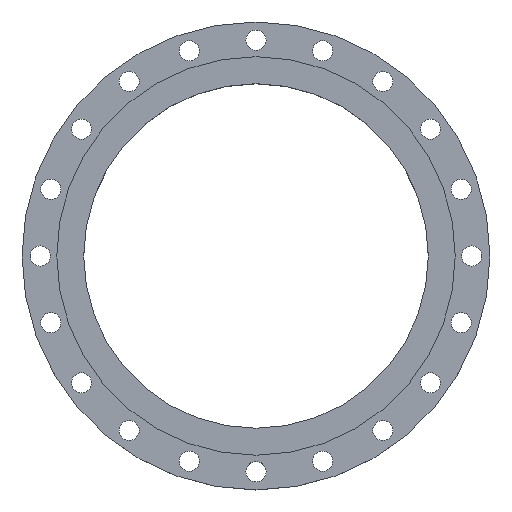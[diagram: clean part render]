
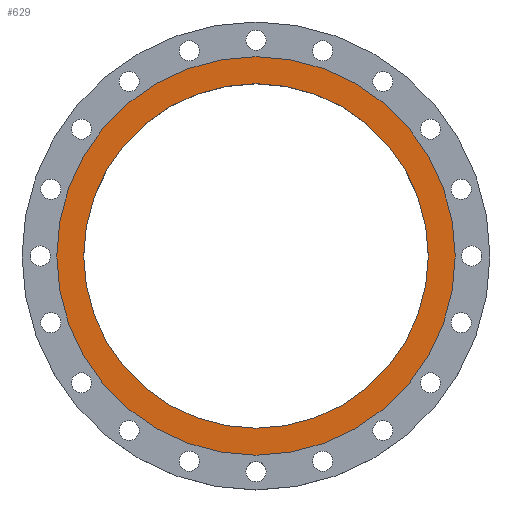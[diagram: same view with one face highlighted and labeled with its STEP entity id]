
A CAD part, top view. The second image highlights one B-rep face of the part: STEP entity #629.
In plain terms, the highlighted planar face has unit normal (0, 0, 1).
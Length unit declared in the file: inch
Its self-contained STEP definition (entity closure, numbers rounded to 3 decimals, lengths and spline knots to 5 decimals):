
#27 = EDGE_CURVE ( 'NONE', #338, #1030, #1370, .T. ) ;
#53 = AXIS2_PLACEMENT_3D ( 'NONE', #2041, #1882, #949 ) ;
#94 = CIRCLE ( 'NONE', #1403, 11.78125 ) ;
#97 = DIRECTION ( 'NONE',  ( 0., 0., 1. ) ) ;
#158 = VERTEX_POINT ( 'NONE', #1110 ) ;
#168 = VERTEX_POINT ( 'NONE', #1087 ) ;
#229 = DIRECTION ( 'NONE',  ( 0., 0., 1. ) ) ;
#234 = DIRECTION ( 'NONE',  ( 0., 0., -1. ) ) ;
#267 = EDGE_CURVE ( 'NONE', #158, #168, #1753, .T. ) ;
#310 = CARTESIAN_POINT ( 'NONE',  ( 11.78125, 0., 0. ) ) ;
#338 = VERTEX_POINT ( 'NONE', #713 ) ;
#424 = ORIENTED_EDGE ( 'NONE', *, *, #1840, .F. ) ;
#563 = DIRECTION ( 'NONE',  ( 1., 0., 0. ) ) ;
#575 = CIRCLE ( 'NONE', #53, 13.625 ) ;
#629 = ADVANCED_FACE ( 'NONE', ( #1187, #861 ), #993, .F. ) ;
#639 = ORIENTED_EDGE ( 'NONE', *, *, #27, .F. ) ;
#685 = DIRECTION ( 'NONE',  ( 1., 0., 0. ) ) ;
#690 = CARTESIAN_POINT ( 'NONE',  ( 0., 11.78125, 0. ) ) ;
#713 = CARTESIAN_POINT ( 'NONE',  ( -11.78125, 0., 0. ) ) ;
#799 = AXIS2_PLACEMENT_3D ( 'NONE', #690, #234, #1807 ) ;
#810 = EDGE_LOOP ( 'NONE', ( #424, #639 ) ) ;
#861 = FACE_OUTER_BOUND ( 'NONE', #1249, .T. ) ;
#863 = AXIS2_PLACEMENT_3D ( 'NONE', #1307, #229, #685 ) ;
#870 = CARTESIAN_POINT ( 'NONE',  ( 0., 0., 0. ) ) ;
#949 = DIRECTION ( 'NONE',  ( 1., 0., 0. ) ) ;
#993 = PLANE ( 'NONE',  #799 ) ;
#1030 = VERTEX_POINT ( 'NONE', #310 ) ;
#1043 = ORIENTED_EDGE ( 'NONE', *, *, #267, .T. ) ;
#1087 = CARTESIAN_POINT ( 'NONE',  ( -13.625, 0., 0. ) ) ;
#1110 = CARTESIAN_POINT ( 'NONE',  ( 13.625, 0., 0. ) ) ;
#1187 = FACE_BOUND ( 'NONE', #810, .T. ) ;
#1249 = EDGE_LOOP ( 'NONE', ( #1043, #1380 ) ) ;
#1294 = EDGE_CURVE ( 'NONE', #168, #158, #575, .T. ) ;
#1307 = CARTESIAN_POINT ( 'NONE',  ( 0., 0., 0. ) ) ;
#1370 = CIRCLE ( 'NONE', #1561, 11.78125 ) ;
#1380 = ORIENTED_EDGE ( 'NONE', *, *, #1294, .T. ) ;
#1403 = AXIS2_PLACEMENT_3D ( 'NONE', #1981, #1506, #1800 ) ;
#1506 = DIRECTION ( 'NONE',  ( 0., 0., 1. ) ) ;
#1561 = AXIS2_PLACEMENT_3D ( 'NONE', #870, #97, #563 ) ;
#1753 = CIRCLE ( 'NONE', #863, 13.625 ) ;
#1800 = DIRECTION ( 'NONE',  ( 1., 0., 0. ) ) ;
#1807 = DIRECTION ( 'NONE',  ( -1., 0., 0. ) ) ;
#1840 = EDGE_CURVE ( 'NONE', #1030, #338, #94, .T. ) ;
#1882 = DIRECTION ( 'NONE',  ( 0., 0., 1. ) ) ;
#1981 = CARTESIAN_POINT ( 'NONE',  ( 0., 0., 0. ) ) ;
#2041 = CARTESIAN_POINT ( 'NONE',  ( 0., 0., 0. ) ) ;
